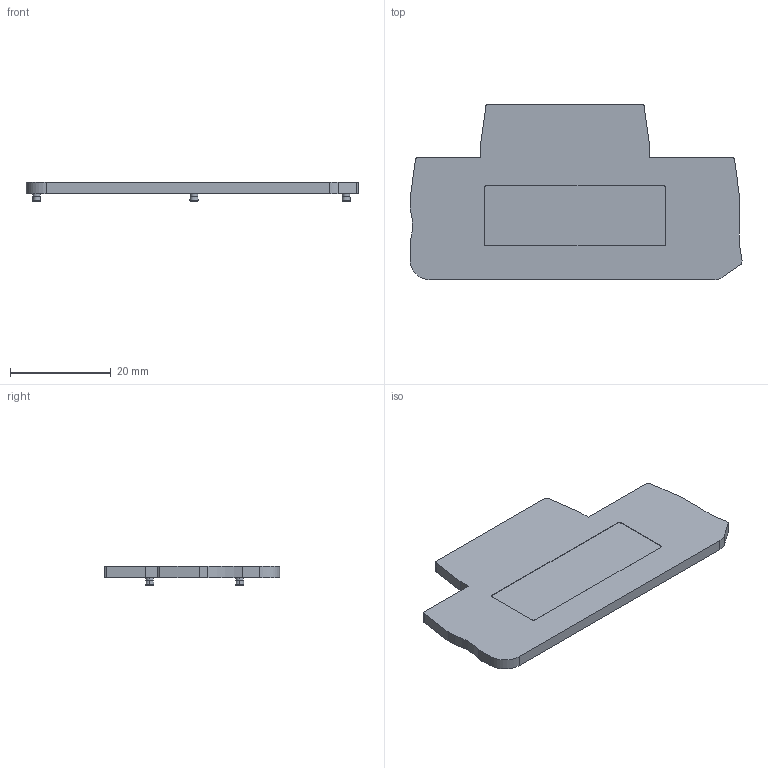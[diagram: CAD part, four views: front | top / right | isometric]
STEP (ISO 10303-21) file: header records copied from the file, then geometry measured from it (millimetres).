
FILE_DESCRIPTION((''),'2;1');
FILE_NAME('8YB750348','2022-04-29T',('Administrator'),(''),'PRO/ENGINEER BY PARAMETRIC TECHNOLOGY CORPORATION, 2013230','PRO/ENGINEER BY PARAMETRIC TECHNOLOGY CORPORATION, 2013230','');
FILE_SCHEMA(('CONFIG_CONTROL_DESIGN'));
Length unit declared in the file: millimetre
Products named in the file (1): 8YB750348
Bounding box: 65.8 x 34.8 x 3.8 mm (x, y, z)
Volume: 4162.3 mm3; surface area: 4269.9 mm2
Topology: 1 solids, 1 shells, 56 faces, 138 edges, 88 vertices
Faces by surface type: plane 25, cylinder 19, cone 6, torus 6
Entity records: 1713 total; most frequent: DIRECTION 306, CARTESIAN_POINT 282, ORIENTED_EDGE 276, EDGE_CURVE 138, AXIS2_PLACEMENT_3D 112, VERTEX_POINT 88, VECTOR 82, LINE 82
